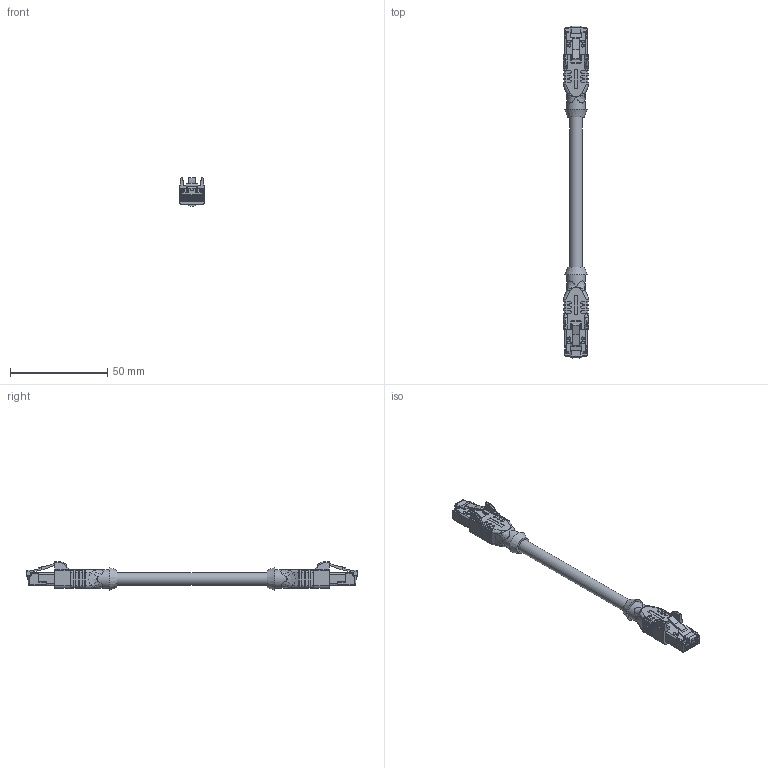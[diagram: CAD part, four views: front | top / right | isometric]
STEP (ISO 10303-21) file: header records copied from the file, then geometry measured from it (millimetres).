
FILE_DESCRIPTION(/* description */ (''),/* implementation_level */ '2;1');
FILE_NAME(/* name */ 'RA-RJ45SS4_003_stp.stp',/* time_stamp */ '2016-09-15T15:39:28+02:00',/* author */ (''),/* organization */ (''),/* preprocessor_version */ 'ST-DEVELOPER v16',/* originating_system */ 'SIEMENS PLM Software NX 10.0',/* authorisation */ '');
FILE_SCHEMA (('AUTOMOTIVE_DESIGN { 1 0 10303 214 3 1 1 1 }'));
Length unit declared in the file: millimetre
Products named in the file (1): RA-RJ45SS4_003_stp
Bounding box: 13.3 x 170.4 x 14.67 mm (x, y, z)
Volume: 11424.4 mm3; surface area: 6556.2 mm2
Topology: 1 solids, 1 shells, 1239 faces, 3282 edges, 2043 vertices
Faces by surface type: plane 596, cylinder 465, torus 74, bspline 74, sphere 16, extrusion 12, cone 2
Full cylindrical faces by diameter (mm): 6.6 x1, 9.6 x2
Entity records: 39406 total; most frequent: CARTESIAN_POINT 8706, ORIENTED_EDGE 6516, DIRECTION 6404, EDGE_CURVE 3258, AXIS2_PLACEMENT_3D 2142, VECTOR 2120, LINE 2108, VERTEX_POINT 2042
